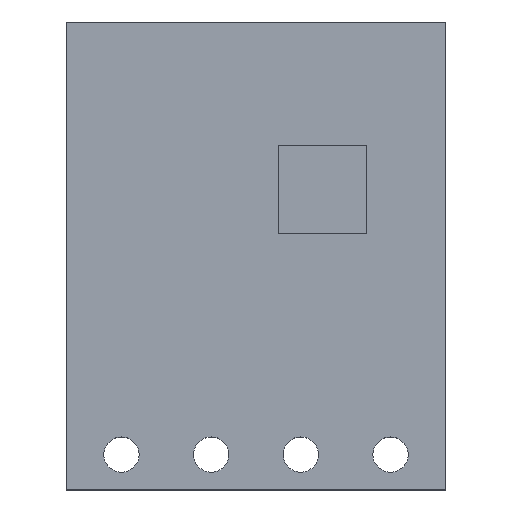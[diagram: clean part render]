
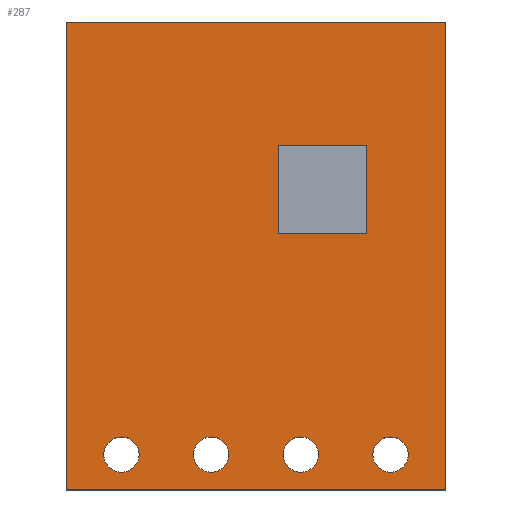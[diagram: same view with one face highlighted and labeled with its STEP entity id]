
A CAD part, top view. The second image highlights one B-rep face of the part: STEP entity #287.
In plain terms, the highlighted planar face has unit normal (0, 0, 1).
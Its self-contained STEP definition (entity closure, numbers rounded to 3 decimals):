
#15=FACE_BOUND('',#65,.T.);
#16=FACE_BOUND('',#66,.T.);
#17=FACE_BOUND('',#67,.T.);
#18=FACE_BOUND('',#68,.T.);
#19=FACE_BOUND('',#69,.T.);
#25=CIRCLE('',#310,0.5);
#27=CIRCLE('',#313,0.5);
#29=CIRCLE('',#316,0.5);
#31=CIRCLE('',#319,0.5);
#49=FACE_OUTER_BOUND('',#64,.T.);
#64=EDGE_LOOP('',(#243,#244,#245,#246));
#65=EDGE_LOOP('',(#247,#248,#249,#250));
#66=EDGE_LOOP('',(#251));
#67=EDGE_LOOP('',(#252));
#68=EDGE_LOOP('',(#253));
#69=EDGE_LOOP('',(#254));
#75=LINE('',#406,#103);
#79=LINE('',#414,#107);
#82=LINE('',#420,#110);
#85=LINE('',#425,#113);
#93=LINE('',#459,#121);
#96=LINE('',#465,#124);
#99=LINE('',#471,#127);
#102=LINE('',#475,#130);
#103=VECTOR('',#330,10.);
#107=VECTOR('',#336,10.);
#110=VECTOR('',#341,10.);
#113=VECTOR('',#346,10.);
#121=VECTOR('',#382,10.);
#124=VECTOR('',#387,10.);
#127=VECTOR('',#392,10.);
#130=VECTOR('',#397,10.);
#131=VERTEX_POINT('',#404);
#132=VERTEX_POINT('',#405);
#135=VERTEX_POINT('',#413);
#137=VERTEX_POINT('',#419);
#140=VERTEX_POINT('',#431);
#142=VERTEX_POINT('',#437);
#144=VERTEX_POINT('',#443);
#146=VERTEX_POINT('',#449);
#149=VERTEX_POINT('',#456);
#150=VERTEX_POINT('',#458);
#152=VERTEX_POINT('',#464);
#154=VERTEX_POINT('',#470);
#155=EDGE_CURVE('',#131,#132,#75,.T.);
#159=EDGE_CURVE('',#132,#135,#79,.T.);
#162=EDGE_CURVE('',#135,#137,#82,.T.);
#165=EDGE_CURVE('',#137,#131,#85,.T.);
#169=EDGE_CURVE('',#140,#140,#25,.T.);
#172=EDGE_CURVE('',#142,#142,#27,.T.);
#175=EDGE_CURVE('',#144,#144,#29,.T.);
#178=EDGE_CURVE('',#146,#146,#31,.T.);
#181=EDGE_CURVE('',#150,#149,#93,.T.);
#184=EDGE_CURVE('',#152,#150,#96,.T.);
#187=EDGE_CURVE('',#154,#152,#99,.T.);
#190=EDGE_CURVE('',#149,#154,#102,.T.);
#243=ORIENTED_EDGE('',*,*,#190,.T.);
#244=ORIENTED_EDGE('',*,*,#187,.T.);
#245=ORIENTED_EDGE('',*,*,#184,.T.);
#246=ORIENTED_EDGE('',*,*,#181,.T.);
#247=ORIENTED_EDGE('',*,*,#155,.T.);
#248=ORIENTED_EDGE('',*,*,#159,.T.);
#249=ORIENTED_EDGE('',*,*,#162,.T.);
#250=ORIENTED_EDGE('',*,*,#165,.T.);
#251=ORIENTED_EDGE('',*,*,#169,.T.);
#252=ORIENTED_EDGE('',*,*,#172,.T.);
#253=ORIENTED_EDGE('',*,*,#175,.T.);
#254=ORIENTED_EDGE('',*,*,#178,.T.);
#272=PLANE('',#324);
#287=ADVANCED_FACE('',(#49,#15,#16,#17,#18,#19),#272,.T.);
#310=AXIS2_PLACEMENT_3D('',#433,#355,#356);
#313=AXIS2_PLACEMENT_3D('',#439,#362,#363);
#316=AXIS2_PLACEMENT_3D('',#445,#369,#370);
#319=AXIS2_PLACEMENT_3D('',#451,#376,#377);
#324=AXIS2_PLACEMENT_3D('',#476,#398,#399);
#330=DIRECTION('',(1.,0.,0.));
#336=DIRECTION('',(0.,-1.,0.));
#341=DIRECTION('',(-1.,0.,0.));
#346=DIRECTION('',(0.,1.,0.));
#355=DIRECTION('center_axis',(0.,0.,-1.));
#356=DIRECTION('ref_axis',(1.,0.,0.));
#362=DIRECTION('center_axis',(0.,0.,-1.));
#363=DIRECTION('ref_axis',(1.,0.,0.));
#369=DIRECTION('center_axis',(0.,0.,-1.));
#370=DIRECTION('ref_axis',(1.,0.,0.));
#376=DIRECTION('center_axis',(0.,0.,-1.));
#377=DIRECTION('ref_axis',(1.,0.,0.));
#382=DIRECTION('',(-1.,0.,0.));
#387=DIRECTION('',(0.,1.,0.));
#392=DIRECTION('',(1.,0.,0.));
#397=DIRECTION('',(0.,-1.,0.));
#398=DIRECTION('center_axis',(0.,0.,1.));
#399=DIRECTION('ref_axis',(1.,0.,0.));
#404=CARTESIAN_POINT('',(6.,9.75,1.6));
#405=CARTESIAN_POINT('',(8.5,9.75,1.6));
#406=CARTESIAN_POINT('',(6.938,9.75,1.6));
#413=CARTESIAN_POINT('',(8.5,7.25,1.6));
#414=CARTESIAN_POINT('',(8.5,6.938,1.6));
#419=CARTESIAN_POINT('',(6.,7.25,1.6));
#420=CARTESIAN_POINT('',(5.688,7.25,1.6));
#425=CARTESIAN_POINT('',(6.,8.188,1.6));
#431=CARTESIAN_POINT('',(1.065,1.,1.6));
#433=CARTESIAN_POINT('Origin',(1.565,1.,1.6));
#437=CARTESIAN_POINT('',(3.605,1.,1.6));
#439=CARTESIAN_POINT('Origin',(4.105,1.,1.6));
#443=CARTESIAN_POINT('',(6.145,1.,1.6));
#445=CARTESIAN_POINT('Origin',(6.645,1.,1.6));
#449=CARTESIAN_POINT('',(8.685,1.,1.6));
#451=CARTESIAN_POINT('Origin',(9.185,1.,1.6));
#456=CARTESIAN_POINT('',(0.,13.25,1.6));
#458=CARTESIAN_POINT('',(10.75,13.25,1.6));
#459=CARTESIAN_POINT('',(10.75,13.25,1.6));
#464=CARTESIAN_POINT('',(10.75,0.,1.6));
#465=CARTESIAN_POINT('',(10.75,0.,1.6));
#470=CARTESIAN_POINT('',(0.,0.,1.6));
#471=CARTESIAN_POINT('',(0.,0.,1.6));
#475=CARTESIAN_POINT('',(0.,13.25,1.6));
#476=CARTESIAN_POINT('Origin',(5.375,6.625,1.6));
